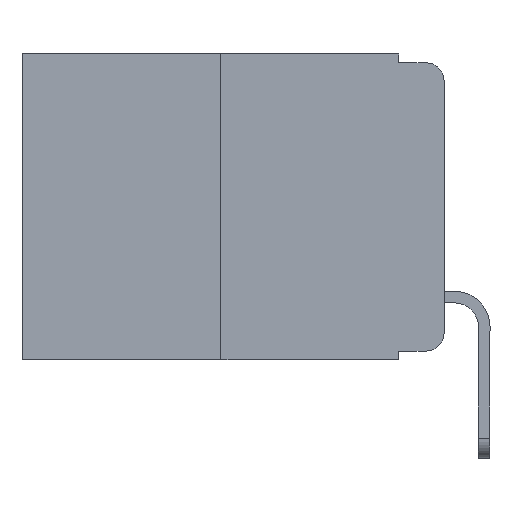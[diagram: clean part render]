
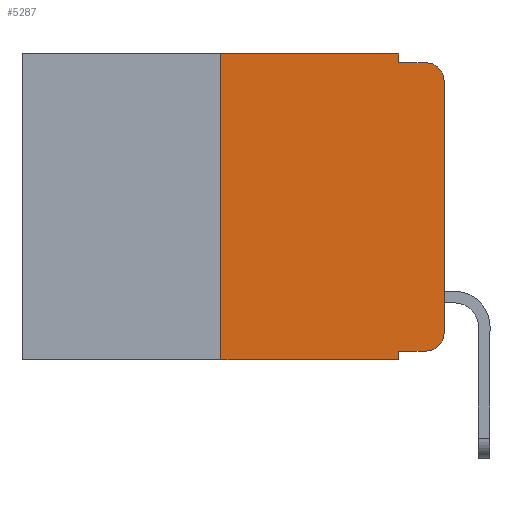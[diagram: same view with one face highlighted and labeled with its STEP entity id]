
A CAD part, left-side view. The second image highlights one B-rep face of the part: STEP entity #5287.
In plain terms, the highlighted planar face has unit normal (-1, 0, 0).
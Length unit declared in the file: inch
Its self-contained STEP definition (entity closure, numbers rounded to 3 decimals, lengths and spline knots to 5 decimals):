
#51 = FACE_OUTER_BOUND ( 'NONE', #7609, .T. ) ;
#68 = CARTESIAN_POINT ( 'NONE',  ( 0., 0.02, -0.313 ) ) ;
#425 = VERTEX_POINT ( 'NONE', #1561 ) ;
#852 = EDGE_CURVE ( 'NONE', #8736, #23198, #16959, .T. ) ;
#1244 = ORIENTED_EDGE ( 'NONE', *, *, #4062, .T. ) ;
#1561 = CARTESIAN_POINT ( 'NONE',  ( 0., 0.25, 0. ) ) ;
#1864 = CARTESIAN_POINT ( 'NONE',  ( 0., 0., 0. ) ) ;
#2010 = DIRECTION ( 'NONE',  ( 0., 0., -1. ) ) ;
#2016 = LINE ( 'NONE', #19737, #7107 ) ;
#2622 = CARTESIAN_POINT ( 'NONE',  ( 0., 0.473, -0.343 ) ) ;
#3100 = VERTEX_POINT ( 'NONE', #18619 ) ;
#3370 = VECTOR ( 'NONE', #15920, 39.37008 ) ;
#3532 = VECTOR ( 'NONE', #14089, 39.37008 ) ;
#3645 = ORIENTED_EDGE ( 'NONE', *, *, #12325, .F. ) ;
#4046 = VERTEX_POINT ( 'NONE', #6603 ) ;
#4062 = EDGE_CURVE ( 'NONE', #23198, #15606, #6689, .T. ) ;
#4241 = VERTEX_POINT ( 'NONE', #5621 ) ;
#4596 = DIRECTION ( 'NONE',  ( 0., -1., 0. ) ) ;
#4712 = AXIS2_PLACEMENT_3D ( 'NONE', #4867, #4789, #4755 ) ;
#4755 = DIRECTION ( 'NONE',  ( 0., 0., -1. ) ) ;
#4789 = DIRECTION ( 'NONE',  ( -1., 0., 0. ) ) ;
#4791 = CARTESIAN_POINT ( 'NONE',  ( 0., 0.051, -0.333 ) ) ;
#4867 = CARTESIAN_POINT ( 'NONE',  ( 0., 0.02, -0.03 ) ) ;
#5024 = LINE ( 'NONE', #20192, #10150 ) ;
#5287 = ADVANCED_FACE ( 'NONE', ( #51 ), #8984, .F. ) ;
#5621 = CARTESIAN_POINT ( 'NONE',  ( 0., 0.051, -0.01 ) ) ;
#5697 = CARTESIAN_POINT ( 'NONE',  ( 0., 0.051, -0.343 ) ) ;
#6296 = LINE ( 'NONE', #18958, #10822 ) ;
#6590 = EDGE_CURVE ( 'NONE', #425, #3100, #15231, .T. ) ;
#6603 = CARTESIAN_POINT ( 'NONE',  ( 0., 0.25, -0.343 ) ) ;
#6689 = CIRCLE ( 'NONE', #4712, 0.02 ) ;
#6800 = VERTEX_POINT ( 'NONE', #7865 ) ;
#6968 = EDGE_CURVE ( 'NONE', #4046, #9290, #9283, .T. ) ;
#7073 = VERTEX_POINT ( 'NONE', #4791 ) ;
#7107 = VECTOR ( 'NONE', #4596, 39.37008 ) ;
#7290 = ORIENTED_EDGE ( 'NONE', *, *, #10397, .F. ) ;
#7609 = EDGE_LOOP ( 'NONE', ( #17524, #1244, #9958, #3645, #16186, #7290, #10286, #13011, #17452, #18021 ) ) ;
#7865 = CARTESIAN_POINT ( 'NONE',  ( 0., 0.02, -0.333 ) ) ;
#7982 = DIRECTION ( 'NONE',  ( 0., 0., -1. ) ) ;
#8736 = VERTEX_POINT ( 'NONE', #11615 ) ;
#8955 = DIRECTION ( 'NONE',  ( 0., -1., 0. ) ) ;
#8984 = PLANE ( 'NONE',  #23438 ) ;
#9283 = LINE ( 'NONE', #2622, #3532 ) ;
#9290 = VERTEX_POINT ( 'NONE', #5697 ) ;
#9477 = DIRECTION ( 'NONE',  ( 0., 0., 1. ) ) ;
#9880 = CARTESIAN_POINT ( 'NONE',  ( 0., 0.02, -0.01 ) ) ;
#9958 = ORIENTED_EDGE ( 'NONE', *, *, #13741, .F. ) ;
#10150 = VECTOR ( 'NONE', #8955, 39.37008 ) ;
#10179 = VECTOR ( 'NONE', #15000, 39.37008 ) ;
#10286 = ORIENTED_EDGE ( 'NONE', *, *, #6968, .T. ) ;
#10397 = EDGE_CURVE ( 'NONE', #4046, #425, #6296, .T. ) ;
#10822 = VECTOR ( 'NONE', #9477, 39.37008 ) ;
#11615 = CARTESIAN_POINT ( 'NONE',  ( 0., 0., -0.313 ) ) ;
#11964 = VECTOR ( 'NONE', #15467, 39.37008 ) ;
#11976 = AXIS2_PLACEMENT_3D ( 'NONE', #68, #13476, #2010 ) ;
#12216 = CARTESIAN_POINT ( 'NONE',  ( 0., 0.473, 0. ) ) ;
#12325 = EDGE_CURVE ( 'NONE', #3100, #4241, #12804, .T. ) ;
#12804 = LINE ( 'NONE', #15535, #17187 ) ;
#13011 = ORIENTED_EDGE ( 'NONE', *, *, #19475, .F. ) ;
#13343 = CARTESIAN_POINT ( 'NONE',  ( 0., 0., -0.03 ) ) ;
#13476 = DIRECTION ( 'NONE',  ( -1., 0., 0. ) ) ;
#13741 = EDGE_CURVE ( 'NONE', #4241, #15606, #2016, .T. ) ;
#14051 = CARTESIAN_POINT ( 'NONE',  ( 0., 0.051, 0. ) ) ;
#14089 = DIRECTION ( 'NONE',  ( 0., -1., 0. ) ) ;
#14977 = DIRECTION ( 'NONE',  ( 1., 0., 0. ) ) ;
#15000 = DIRECTION ( 'NONE',  ( 0., -1., 0. ) ) ;
#15231 = LINE ( 'NONE', #20508, #10179 ) ;
#15467 = DIRECTION ( 'NONE',  ( 0., 0., 1. ) ) ;
#15524 = EDGE_CURVE ( 'NONE', #6800, #8736, #16835, .T. ) ;
#15535 = CARTESIAN_POINT ( 'NONE',  ( 0., 0.051, 0. ) ) ;
#15606 = VERTEX_POINT ( 'NONE', #9880 ) ;
#15920 = DIRECTION ( 'NONE',  ( 0., 0., -1. ) ) ;
#16186 = ORIENTED_EDGE ( 'NONE', *, *, #6590, .F. ) ;
#16835 = CIRCLE ( 'NONE', #11976, 0.02 ) ;
#16959 = LINE ( 'NONE', #1864, #11964 ) ;
#17187 = VECTOR ( 'NONE', #7982, 39.37008 ) ;
#17452 = ORIENTED_EDGE ( 'NONE', *, *, #22434, .T. ) ;
#17524 = ORIENTED_EDGE ( 'NONE', *, *, #852, .T. ) ;
#18021 = ORIENTED_EDGE ( 'NONE', *, *, #15524, .T. ) ;
#18510 = LINE ( 'NONE', #14051, #3370 ) ;
#18619 = CARTESIAN_POINT ( 'NONE',  ( 0., 0.051, 0. ) ) ;
#18827 = DIRECTION ( 'NONE',  ( 0., 0., -1. ) ) ;
#18958 = CARTESIAN_POINT ( 'NONE',  ( 0., 0.25, 0. ) ) ;
#19475 = EDGE_CURVE ( 'NONE', #7073, #9290, #18510, .T. ) ;
#19737 = CARTESIAN_POINT ( 'NONE',  ( 0., 0.051, -0.01 ) ) ;
#20192 = CARTESIAN_POINT ( 'NONE',  ( 0., 0.051, -0.333 ) ) ;
#20508 = CARTESIAN_POINT ( 'NONE',  ( 0., 0.473, 0. ) ) ;
#22434 = EDGE_CURVE ( 'NONE', #7073, #6800, #5024, .T. ) ;
#23198 = VERTEX_POINT ( 'NONE', #13343 ) ;
#23438 = AXIS2_PLACEMENT_3D ( 'NONE', #12216, #14977, #18827 ) ;
